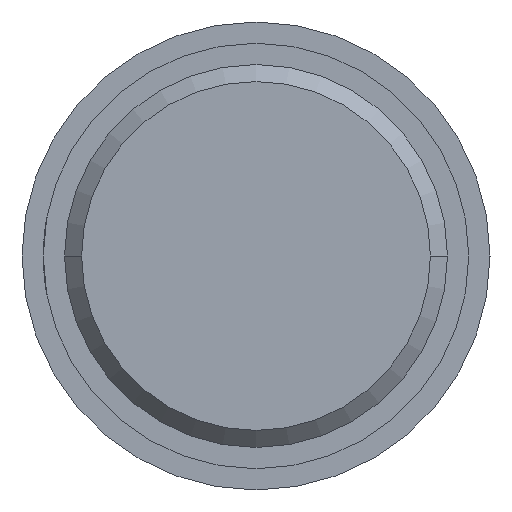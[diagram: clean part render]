
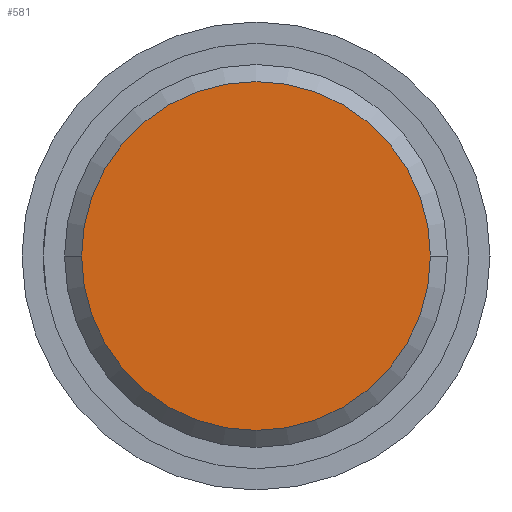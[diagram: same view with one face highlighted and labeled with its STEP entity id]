
A CAD part, left-side view. The second image highlights one B-rep face of the part: STEP entity #581.
In plain terms, the highlighted planar face has unit normal (-1, 0, 0).
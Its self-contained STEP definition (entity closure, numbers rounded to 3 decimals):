
#14=CARTESIAN_POINT('',(-542.,0.,0.));
#15=DIRECTION('',(-1.,0.,0.));
#16=DIRECTION('',(0.,-1.,0.));
#17=AXIS2_PLACEMENT_3D('',#14,#15,#16);
#19=CARTESIAN_POINT('',(-542.,0.,0.));
#20=DIRECTION('',(-1.,0.,0.));
#21=DIRECTION('',(0.,1.,0.));
#22=AXIS2_PLACEMENT_3D('',#19,#20,#21);
#562=CARTESIAN_POINT('',(-542.,-20.5,0.));
#563=CARTESIAN_POINT('',(-542.,20.5,0.));
#564=VERTEX_POINT('',#562);
#565=VERTEX_POINT('',#563);
#570=CARTESIAN_POINT('',(-542.,0.,0.));
#571=DIRECTION('',(1.,0.,0.));
#572=DIRECTION('',(0.,-1.,0.));
#573=AXIS2_PLACEMENT_3D('',#570,#571,#572);
#574=PLANE('',#573);
#576=ORIENTED_EDGE('',*,*,#575,.F.);
#578=ORIENTED_EDGE('',*,*,#577,.F.);
#579=EDGE_LOOP('',(#576,#578));
#580=FACE_OUTER_BOUND('',#579,.F.);
#18=CIRCLE('',#17,20.5);
#23=CIRCLE('',#22,20.5);
#575=EDGE_CURVE('',#564,#565,#18,.T.);
#577=EDGE_CURVE('',#565,#564,#23,.T.);
#581=ADVANCED_FACE('',(#580),#574,.F.);
